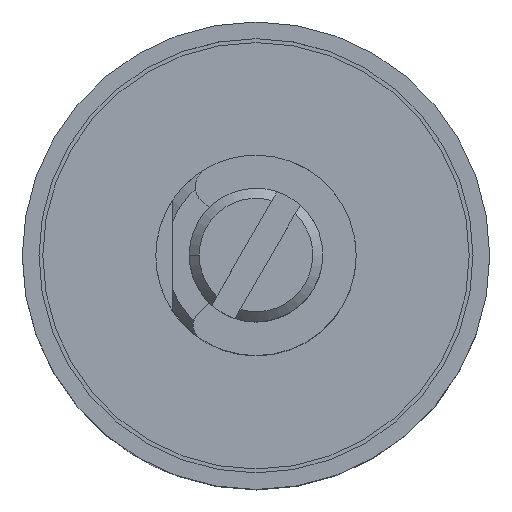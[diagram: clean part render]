
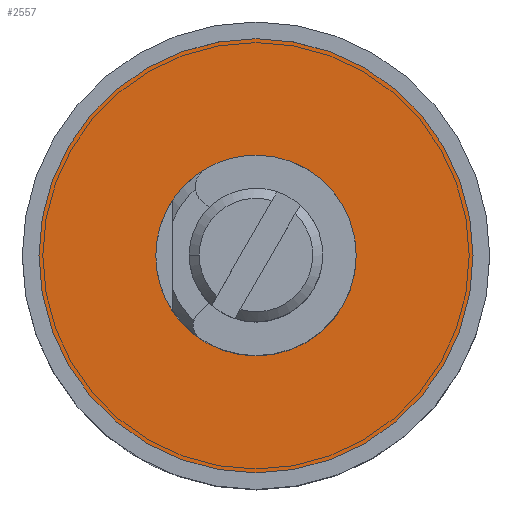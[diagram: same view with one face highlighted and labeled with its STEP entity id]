
A CAD part, top view. The second image highlights one B-rep face of the part: STEP entity #2557.
In plain terms, the highlighted planar face has unit normal (0, 0, 1).
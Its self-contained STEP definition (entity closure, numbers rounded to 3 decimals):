
#335 = CARTESIAN_POINT ( 'NONE',  ( 0., 0., 0.5 ) ) ;
#454 = ORIENTED_EDGE ( 'NONE', *, *, #1690, .T. ) ;
#725 = FACE_BOUND ( 'NONE', #6526, .T. ) ;
#918 = VERTEX_POINT ( 'NONE', #6601 ) ;
#1153 = DIRECTION ( 'NONE',  ( -1., 0., 0. ) ) ;
#1185 = DIRECTION ( 'NONE',  ( 0., 0., -1. ) ) ;
#1468 = PLANE ( 'NONE',  #10097 ) ;
#1642 = EDGE_CURVE ( 'NONE', #10148, #918, #9967, .T. ) ;
#1690 = EDGE_CURVE ( 'NONE', #918, #10148, #3945, .T. ) ;
#1767 = ORIENTED_EDGE ( 'NONE', *, *, #7743, .T. ) ;
#1790 = AXIS2_PLACEMENT_3D ( 'NONE', #335, #6902, #2799 ) ;
#1861 = AXIS2_PLACEMENT_3D ( 'NONE', #7641, #3459, #8469 ) ;
#1909 = CARTESIAN_POINT ( 'NONE',  ( -6.5, 0., 0.5 ) ) ;
#2107 = AXIS2_PLACEMENT_3D ( 'NONE', #6127, #1185, #1153 ) ;
#2178 = DIRECTION ( 'NONE',  ( 0., 0., 1. ) ) ;
#2277 = DIRECTION ( 'NONE',  ( 0., 0., 1. ) ) ;
#2557 = ADVANCED_FACE ( 'NONE', ( #725, #8936 ), #1468, .T. ) ;
#2799 = DIRECTION ( 'NONE',  ( -1., 0., 0. ) ) ;
#3188 = CIRCLE ( 'NONE', #1861, 6.5 ) ;
#3459 = DIRECTION ( 'NONE',  ( 0., 0., 1. ) ) ;
#3945 = CIRCLE ( 'NONE', #1790, 3. ) ;
#4562 = ORIENTED_EDGE ( 'NONE', *, *, #6889, .T. ) ;
#4643 = CARTESIAN_POINT ( 'NONE',  ( 0., 0., 0.5 ) ) ;
#4768 = VERTEX_POINT ( 'NONE', #9742 ) ;
#4917 = CIRCLE ( 'NONE', #7295, 6.5 ) ;
#6127 = CARTESIAN_POINT ( 'NONE',  ( 0., 0., 0.5 ) ) ;
#6296 = CARTESIAN_POINT ( 'NONE',  ( 3., 0., 0.5 ) ) ;
#6526 = EDGE_LOOP ( 'NONE', ( #454, #8870 ) ) ;
#6601 = CARTESIAN_POINT ( 'NONE',  ( -3., 0., 0.5 ) ) ;
#6761 = VERTEX_POINT ( 'NONE', #1909 ) ;
#6889 = EDGE_CURVE ( 'NONE', #6761, #4768, #4917, .T. ) ;
#6902 = DIRECTION ( 'NONE',  ( 0., 0., -1. ) ) ;
#7295 = AXIS2_PLACEMENT_3D ( 'NONE', #4643, #2277, #10369 ) ;
#7641 = CARTESIAN_POINT ( 'NONE',  ( 0., 0., 0.5 ) ) ;
#7743 = EDGE_CURVE ( 'NONE', #4768, #6761, #3188, .T. ) ;
#8469 = DIRECTION ( 'NONE',  ( 1., 0., 0. ) ) ;
#8799 = CARTESIAN_POINT ( 'NONE',  ( 3., 0., 0.5 ) ) ;
#8828 = DIRECTION ( 'NONE',  ( 1., 0., 0. ) ) ;
#8870 = ORIENTED_EDGE ( 'NONE', *, *, #1642, .T. ) ;
#8936 = FACE_OUTER_BOUND ( 'NONE', #9435, .T. ) ;
#9435 = EDGE_LOOP ( 'NONE', ( #1767, #4562 ) ) ;
#9742 = CARTESIAN_POINT ( 'NONE',  ( 6.5, 0., 0.5 ) ) ;
#9967 = CIRCLE ( 'NONE', #2107, 3. ) ;
#10097 = AXIS2_PLACEMENT_3D ( 'NONE', #6296, #2178, #8828 ) ;
#10148 = VERTEX_POINT ( 'NONE', #8799 ) ;
#10369 = DIRECTION ( 'NONE',  ( 1., 0., 0. ) ) ;
